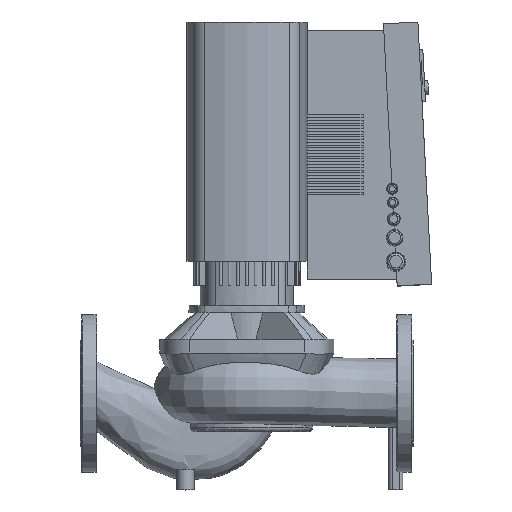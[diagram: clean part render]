
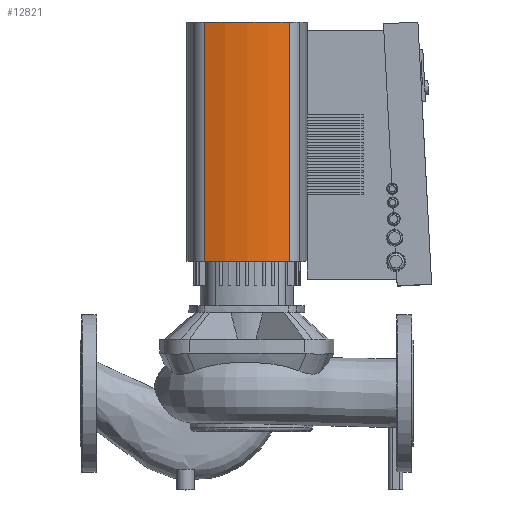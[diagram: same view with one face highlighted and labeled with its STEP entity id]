
A CAD part, top view. The second image highlights one B-rep face of the part: STEP entity #12821.
In plain terms, the highlighted cylindrical face has radius 182.708 mm (diameter 365.416 mm), a partial arc.
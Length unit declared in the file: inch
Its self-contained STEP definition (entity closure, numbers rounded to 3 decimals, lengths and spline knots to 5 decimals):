
#1535=FACE_OUTER_BOUND('',#2293,.T.);
#2293=EDGE_LOOP('',(#11912,#11913,#11914,#11915));
#3498=LINE('',#33118,#4700);
#3500=LINE('',#33126,#4702);
#4700=VECTOR('',#17901,0.3937);
#4702=VECTOR('',#17909,0.3937);
#5218=CIRCLE('',#14320,7.19323);
#5219=CIRCLE('',#14321,7.19323);
#6416=VERTEX_POINT('',#33115);
#6417=VERTEX_POINT('',#33117);
#6419=VERTEX_POINT('',#33123);
#6420=VERTEX_POINT('',#33125);
#8255=EDGE_CURVE('',#6416,#6417,#3498,.T.);
#8258=EDGE_CURVE('',#6416,#6419,#5218,.T.);
#8259=EDGE_CURVE('',#6420,#6419,#3500,.T.);
#8260=EDGE_CURVE('',#6420,#6417,#5219,.T.);
#11912=ORIENTED_EDGE('',*,*,#8255,.F.);
#11913=ORIENTED_EDGE('',*,*,#8258,.T.);
#11914=ORIENTED_EDGE('',*,*,#8259,.F.);
#11915=ORIENTED_EDGE('',*,*,#8260,.T.);
#12119=CYLINDRICAL_SURFACE('',#14319,7.19323);
#12821=ADVANCED_FACE('',(#1535),#12119,.T.);
#14319=AXIS2_PLACEMENT_3D('',#33122,#17905,#17906);
#14320=AXIS2_PLACEMENT_3D('',#33124,#17907,#17908);
#14321=AXIS2_PLACEMENT_3D('',#33127,#17910,#17911);
#17901=DIRECTION('',(0.,1.,0.));
#17905=DIRECTION('center_axis',(0.,-1.,0.));
#17906=DIRECTION('ref_axis',(0.397,0.,0.918));
#17907=DIRECTION('center_axis',(0.,1.,0.));
#17908=DIRECTION('ref_axis',(0.397,0.,0.918));
#17909=DIRECTION('',(0.,-1.,0.));
#17910=DIRECTION('center_axis',(0.,-1.,0.));
#17911=DIRECTION('ref_axis',(0.397,0.,0.918));
#33115=CARTESIAN_POINT('',(7.0716,7.53936,3.02258));
#33117=CARTESIAN_POINT('',(7.0716,21.20075,3.02258));
#33118=CARTESIAN_POINT('',(7.0716,21.20075,3.02258));
#33122=CARTESIAN_POINT('Origin',(9.49998,21.20075,-3.74835));
#33123=CARTESIAN_POINT('',(11.92837,7.53936,3.02258));
#33124=CARTESIAN_POINT('Origin',(9.49998,7.53936,-3.74835));
#33125=CARTESIAN_POINT('',(11.92837,21.20075,3.02258));
#33126=CARTESIAN_POINT('',(11.92837,21.20075,3.02258));
#33127=CARTESIAN_POINT('Origin',(9.49998,21.20075,-3.74835));
